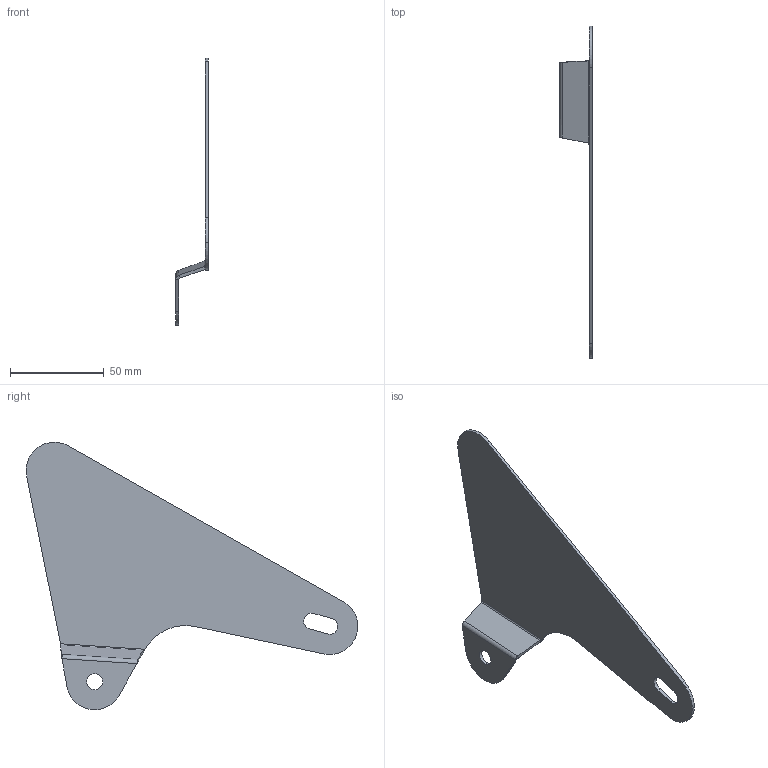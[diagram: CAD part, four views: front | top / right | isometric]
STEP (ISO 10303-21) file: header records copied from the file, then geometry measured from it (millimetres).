
FILE_DESCRIPTION (( 'STEP AP214' ), '1' );
FILE_NAME ('40 - Hyper foot shield w-o holes.STEP', '2016-11-26T23:40:36', ( '' ), ( '' ), 'SwSTEP 2.0', 'SolidWorks 2014', '' );
FILE_SCHEMA (( 'AUTOMOTIVE_DESIGN' ));
Length unit declared in the file: millimetre
Products named in the file (1): 40 - Hyper foot shield w-o holes
Bounding box: 17.32 x 176.77 x 142.5 mm (x, y, z)
Volume: 20101 mm3; surface area: 25374 mm2
Topology: 1 solids, 1 shells, 34 faces, 80 edges, 48 vertices
Faces by surface type: plane 15, cylinder 14, bspline 5
Entity records: 1120 total; most frequent: CARTESIAN_POINT 326, ORIENTED_EDGE 160, DIRECTION 150, EDGE_CURVE 80, AXIS2_PLACEMENT_3D 50, LINE 50, VECTOR 50, VERTEX_POINT 48
